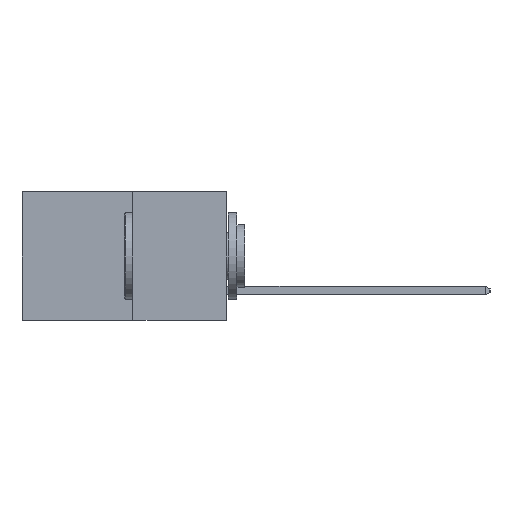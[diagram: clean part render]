
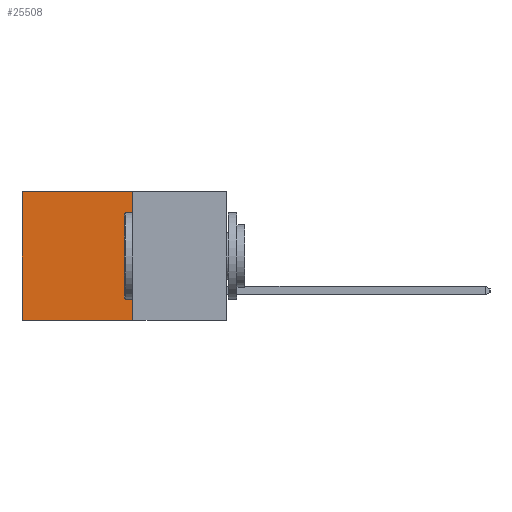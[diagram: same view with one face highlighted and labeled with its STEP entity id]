
A CAD part, left-side view. The second image highlights one B-rep face of the part: STEP entity #25508.
In plain terms, the highlighted planar face has unit normal (-1, 0, 0).
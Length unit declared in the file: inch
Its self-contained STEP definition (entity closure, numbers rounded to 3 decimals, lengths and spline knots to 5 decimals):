
#1212 = DIRECTION ( 'NONE',  ( 0., 1., 0. ) ) ;
#1554 = CARTESIAN_POINT ( 'NONE',  ( 0.277, 0.27, -0.37 ) ) ;
#2428 = CARTESIAN_POINT ( 'NONE',  ( 0.277, 0.27, 0. ) ) ;
#4329 = VERTEX_POINT ( 'NONE', #22093 ) ;
#5746 = ORIENTED_EDGE ( 'NONE', *, *, #24970, .T. ) ;
#6086 = VECTOR ( 'NONE', #20840, 39.37008 ) ;
#6677 = DIRECTION ( 'NONE',  ( 1., 0., 0. ) ) ;
#7021 = LINE ( 'NONE', #29727, #19000 ) ;
#7247 = EDGE_CURVE ( 'NONE', #14827, #20374, #29087, .T. ) ;
#7842 = CARTESIAN_POINT ( 'NONE',  ( 0.277, 0.59, -0.37 ) ) ;
#8437 = ORIENTED_EDGE ( 'NONE', *, *, #17671, .F. ) ;
#9023 = PLANE ( 'NONE',  #24905 ) ;
#10267 = DIRECTION ( 'NONE',  ( 0., 0., -1. ) ) ;
#11634 = VERTEX_POINT ( 'NONE', #1554 ) ;
#13014 = LINE ( 'NONE', #19166, #17071 ) ;
#13031 = EDGE_CURVE ( 'NONE', #14827, #11634, #13014, .T. ) ;
#13818 = CARTESIAN_POINT ( 'NONE',  ( 0.277, 0.27, -0.37 ) ) ;
#14827 = VERTEX_POINT ( 'NONE', #2428 ) ;
#15964 = VECTOR ( 'NONE', #10267, 39.37008 ) ;
#16416 = ORIENTED_EDGE ( 'NONE', *, *, #7247, .T. ) ;
#16713 = LINE ( 'NONE', #7842, #15964 ) ;
#17071 = VECTOR ( 'NONE', #21531, 39.37008 ) ;
#17671 = EDGE_CURVE ( 'NONE', #11634, #4329, #7021, .T. ) ;
#18549 = CARTESIAN_POINT ( 'NONE',  ( 0.277, 0.27, 0. ) ) ;
#19000 = VECTOR ( 'NONE', #1212, 39.37008 ) ;
#19166 = CARTESIAN_POINT ( 'NONE',  ( 0.277, 0.27, -0.37 ) ) ;
#19335 = FACE_OUTER_BOUND ( 'NONE', #23293, .T. ) ;
#20374 = VERTEX_POINT ( 'NONE', #24233 ) ;
#20840 = DIRECTION ( 'NONE',  ( 0., 1., 0. ) ) ;
#21531 = DIRECTION ( 'NONE',  ( 0., 0., -1. ) ) ;
#22093 = CARTESIAN_POINT ( 'NONE',  ( 0.277, 0.59, -0.37 ) ) ;
#22930 = ORIENTED_EDGE ( 'NONE', *, *, #13031, .F. ) ;
#23293 = EDGE_LOOP ( 'NONE', ( #5746, #8437, #22930, #16416 ) ) ;
#23358 = DIRECTION ( 'NONE',  ( 0., 0., -1. ) ) ;
#24233 = CARTESIAN_POINT ( 'NONE',  ( 0.277, 0.59, 0. ) ) ;
#24905 = AXIS2_PLACEMENT_3D ( 'NONE', #13818, #6677, #23358 ) ;
#24970 = EDGE_CURVE ( 'NONE', #20374, #4329, #16713, .T. ) ;
#25508 = ADVANCED_FACE ( 'NONE', ( #19335 ), #9023, .F. ) ;
#29087 = LINE ( 'NONE', #18549, #6086 ) ;
#29727 = CARTESIAN_POINT ( 'NONE',  ( 0.277, 0.27, -0.37 ) ) ;
